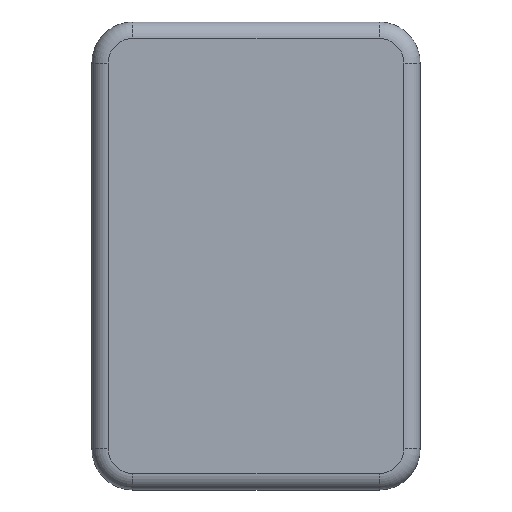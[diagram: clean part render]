
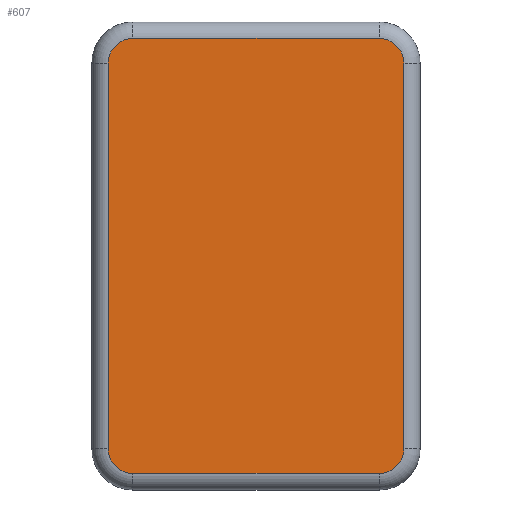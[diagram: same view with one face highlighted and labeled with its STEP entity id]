
A CAD part, top view. The second image highlights one B-rep face of the part: STEP entity #607.
In plain terms, the highlighted planar face has unit normal (0, 0, 1).
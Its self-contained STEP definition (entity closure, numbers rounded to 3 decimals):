
#42=CIRCLE('',#655,3.);
#45=CIRCLE('',#660,3.);
#49=CIRCLE('',#666,3.);
#53=CIRCLE('',#672,3.);
#81=FACE_OUTER_BOUND('',#115,.T.);
#115=EDGE_LOOP('',(#507,#508,#509,#510,#511,#512,#513,#514));
#165=LINE('',#986,#225);
#167=LINE('',#998,#227);
#169=LINE('',#1010,#229);
#171=LINE('',#1018,#231);
#225=VECTOR('',#785,10.);
#227=VECTOR('',#799,10.);
#229=VECTOR('',#813,10.);
#231=VECTOR('',#825,10.);
#283=VERTEX_POINT('',#975);
#285=VERTEX_POINT('',#979);
#287=VERTEX_POINT('',#984);
#289=VERTEX_POINT('',#990);
#291=VERTEX_POINT('',#996);
#293=VERTEX_POINT('',#1002);
#295=VERTEX_POINT('',#1008);
#296=VERTEX_POINT('',#1013);
#352=EDGE_CURVE('',#285,#283,#42,.T.);
#354=EDGE_CURVE('',#287,#285,#165,.T.);
#357=EDGE_CURVE('',#289,#287,#45,.T.);
#360=EDGE_CURVE('',#291,#289,#167,.T.);
#363=EDGE_CURVE('',#293,#291,#49,.T.);
#366=EDGE_CURVE('',#295,#293,#169,.T.);
#369=EDGE_CURVE('',#296,#295,#53,.T.);
#371=EDGE_CURVE('',#283,#296,#171,.T.);
#507=ORIENTED_EDGE('',*,*,#352,.F.);
#508=ORIENTED_EDGE('',*,*,#354,.F.);
#509=ORIENTED_EDGE('',*,*,#357,.F.);
#510=ORIENTED_EDGE('',*,*,#360,.F.);
#511=ORIENTED_EDGE('',*,*,#363,.F.);
#512=ORIENTED_EDGE('',*,*,#366,.F.);
#513=ORIENTED_EDGE('',*,*,#369,.F.);
#514=ORIENTED_EDGE('',*,*,#371,.F.);
#579=PLANE('',#679);
#607=ADVANCED_FACE('',(#81),#579,.T.);
#655=AXIS2_PLACEMENT_3D('',#981,#779,#780);
#660=AXIS2_PLACEMENT_3D('',#992,#791,#792);
#666=AXIS2_PLACEMENT_3D('',#1004,#805,#806);
#672=AXIS2_PLACEMENT_3D('',#1015,#819,#820);
#679=AXIS2_PLACEMENT_3D('',#1027,#838,#839);
#779=DIRECTION('center_axis',(0.,0.,-1.));
#780=DIRECTION('ref_axis',(0.707,0.707,0.));
#785=DIRECTION('',(1.,0.,0.));
#791=DIRECTION('center_axis',(0.,0.,-1.));
#792=DIRECTION('ref_axis',(-0.707,0.707,0.));
#799=DIRECTION('',(0.,1.,0.));
#805=DIRECTION('center_axis',(0.,0.,-1.));
#806=DIRECTION('ref_axis',(-0.707,-0.707,0.));
#813=DIRECTION('',(-1.,0.,0.));
#819=DIRECTION('center_axis',(0.,0.,-1.));
#820=DIRECTION('ref_axis',(0.707,-0.707,0.));
#825=DIRECTION('',(0.,-1.,0.));
#838=DIRECTION('center_axis',(0.,0.,1.));
#839=DIRECTION('ref_axis',(1.,0.,0.));
#975=CARTESIAN_POINT('',(30.5,39.,16.7));
#979=CARTESIAN_POINT('',(27.5,42.,16.7));
#981=CARTESIAN_POINT('Origin',(27.5,39.,16.7));
#984=CARTESIAN_POINT('',(-2.5,42.,16.7));
#986=CARTESIAN_POINT('',(20.,42.,16.7));
#990=CARTESIAN_POINT('',(-5.5,39.,16.7));
#992=CARTESIAN_POINT('Origin',(-2.5,39.,16.7));
#996=CARTESIAN_POINT('',(-5.5,-8.,16.7));
#998=CARTESIAN_POINT('',(-5.5,27.25,16.7));
#1002=CARTESIAN_POINT('',(-2.5,-11.,16.7));
#1004=CARTESIAN_POINT('Origin',(-2.5,-8.,16.7));
#1008=CARTESIAN_POINT('',(27.5,-11.,16.7));
#1010=CARTESIAN_POINT('',(5.,-11.,16.7));
#1013=CARTESIAN_POINT('',(30.5,-8.,16.7));
#1015=CARTESIAN_POINT('Origin',(27.5,-8.,16.7));
#1018=CARTESIAN_POINT('',(30.5,3.75,16.7));
#1027=CARTESIAN_POINT('Origin',(12.5,15.5,16.7));
